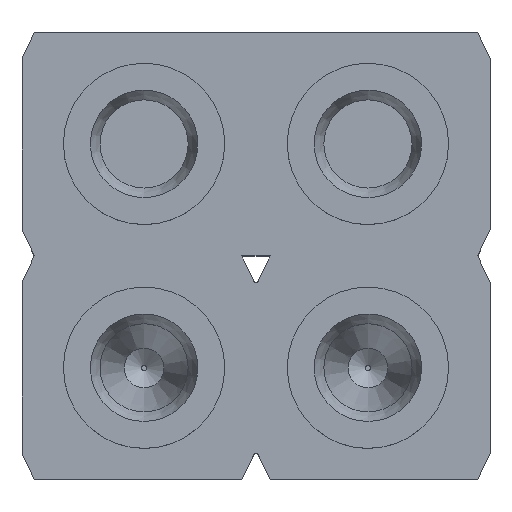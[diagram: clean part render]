
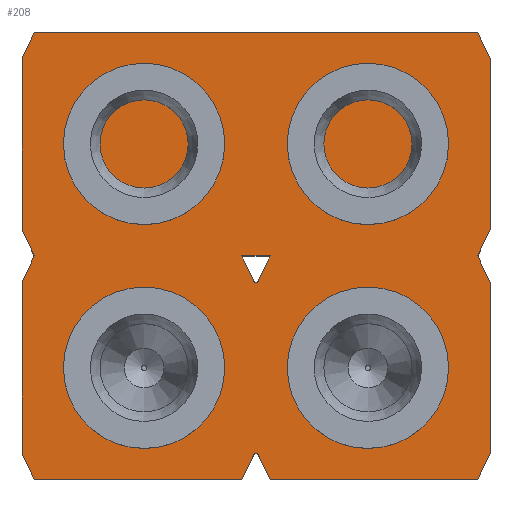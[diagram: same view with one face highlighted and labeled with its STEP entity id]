
A CAD part, top view. The second image highlights one B-rep face of the part: STEP entity #208.
In plain terms, the highlighted planar face has unit normal (0, 0, 1).
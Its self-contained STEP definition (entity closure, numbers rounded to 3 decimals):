
#208=ADVANCED_FACE('',(#608,#610,#612,#614),#616,.T.);
#608=FACE_BOUND('',#609,.T.);
#609=EDGE_LOOP('',(#975,#976,#977,#978,#979,#980,#981,#982,#983,#984,#985,#986,#987,
#988,#989,#990,#991,#992));
#610=FACE_BOUND('',#611,.T.);
#611=EDGE_LOOP('',(#993,#994,#995,#996));
#612=FACE_BOUND('',#613,.T.);
#613=EDGE_LOOP('',(#997));
#614=FACE_BOUND('',#615,.T.);
#615=EDGE_LOOP('',(#998));
#616=PLANE('',#617);
#617=AXIS2_PLACEMENT_3D('',#618,#619,#620);
#618=CARTESIAN_POINT('',(0.,0.,2.84));
#619=DIRECTION('',(0.,0.,1.));
#620=DIRECTION('',(1.,0.,0.));
#975=ORIENTED_EDGE('',*,*,#1149,.T.);
#976=ORIENTED_EDGE('',*,*,#1150,.T.);
#977=ORIENTED_EDGE('',*,*,#1151,.T.);
#978=ORIENTED_EDGE('',*,*,#1152,.T.);
#979=ORIENTED_EDGE('',*,*,#1153,.T.);
#980=ORIENTED_EDGE('',*,*,#1154,.T.);
#981=ORIENTED_EDGE('',*,*,#1155,.T.);
#982=ORIENTED_EDGE('',*,*,#1156,.T.);
#983=ORIENTED_EDGE('',*,*,#1157,.T.);
#984=ORIENTED_EDGE('',*,*,#1158,.T.);
#985=ORIENTED_EDGE('',*,*,#1159,.T.);
#986=ORIENTED_EDGE('',*,*,#1160,.T.);
#987=ORIENTED_EDGE('',*,*,#1161,.T.);
#988=ORIENTED_EDGE('',*,*,#1162,.T.);
#989=ORIENTED_EDGE('',*,*,#1163,.T.);
#990=ORIENTED_EDGE('',*,*,#1164,.T.);
#991=ORIENTED_EDGE('',*,*,#1165,.T.);
#992=ORIENTED_EDGE('',*,*,#1166,.T.);
#993=ORIENTED_EDGE('',*,*,#1167,.T.);
#994=ORIENTED_EDGE('',*,*,#1168,.T.);
#995=ORIENTED_EDGE('',*,*,#1169,.T.);
#996=ORIENTED_EDGE('',*,*,#1170,.T.);
#997=ORIENTED_EDGE('',*,*,#1171,.T.);
#998=ORIENTED_EDGE('',*,*,#1172,.T.);
#1149=EDGE_CURVE('',#1260,#1261,#1262,.T.);
#1150=EDGE_CURVE('',#1261,#1263,#1264,.T.);
#1151=EDGE_CURVE('',#1263,#1265,#1266,.T.);
#1152=EDGE_CURVE('',#1265,#1267,#1268,.T.);
#1153=EDGE_CURVE('',#1267,#1269,#1270,.F.);
#1154=EDGE_CURVE('',#1269,#1271,#1272,.F.);
#1155=EDGE_CURVE('',#1271,#1273,#1274,.F.);
#1156=EDGE_CURVE('',#1273,#1275,#1276,.T.);
#1157=EDGE_CURVE('',#1275,#1277,#1278,.T.);
#1158=EDGE_CURVE('',#1277,#1279,#1280,.T.);
#1159=EDGE_CURVE('',#1279,#1281,#1282,.T.);
#1160=EDGE_CURVE('',#1281,#1283,#1284,.T.);
#1161=EDGE_CURVE('',#1283,#1285,#1286,.T.);
#1162=EDGE_CURVE('',#1285,#1287,#1288,.T.);
#1163=EDGE_CURVE('',#1287,#1289,#1290,.T.);
#1164=EDGE_CURVE('',#1289,#1291,#1292,.T.);
#1165=EDGE_CURVE('',#1291,#1293,#1294,.T.);
#1166=EDGE_CURVE('',#1293,#1260,#1295,.T.);
#1167=EDGE_CURVE('',#1296,#1297,#1298,.F.);
#1168=EDGE_CURVE('',#1297,#1299,#1300,.F.);
#1169=EDGE_CURVE('',#1299,#1301,#1302,.F.);
#1170=EDGE_CURVE('',#1301,#1296,#1303,.T.);
#1171=EDGE_CURVE('',#1304,#1304,#1305,.F.);
#1172=EDGE_CURVE('',#1306,#1306,#1307,.F.);
#1260=VERTEX_POINT('',#1464);
#1261=VERTEX_POINT('',#1465);
#1262=LINE('',#1466,#1467);
#1263=VERTEX_POINT('',#1469);
#1264=LINE('',#1470,#1471);
#1265=VERTEX_POINT('',#1473);
#1266=LINE('',#1474,#1475);
#1267=VERTEX_POINT('',#1477);
#1268=LINE('',#1478,#1479);
#1269=VERTEX_POINT('',#1481);
#1270=LINE('',#1482,#1483);
#1271=VERTEX_POINT('',#1485);
#1272=CIRCLE('',#1486,0.03);
#1273=VERTEX_POINT('',#1490);
#1274=LINE('',#1491,#1492);
#1275=VERTEX_POINT('',#1494);
#1276=LINE('',#1495,#1496);
#1277=VERTEX_POINT('',#1498);
#1278=LINE('',#1499,#1500);
#1279=VERTEX_POINT('',#1502);
#1280=LINE('',#1503,#1504);
#1281=VERTEX_POINT('',#1506);
#1282=LINE('',#1507,#1508);
#1283=VERTEX_POINT('',#1510);
#1284=LINE('',#1511,#1512);
#1285=VERTEX_POINT('',#1514);
#1286=LINE('',#1515,#1516);
#1287=VERTEX_POINT('',#1518);
#1288=LINE('',#1519,#1520);
#1289=VERTEX_POINT('',#1522);
#1290=LINE('',#1523,#1524);
#1291=VERTEX_POINT('',#1526);
#1292=LINE('',#1527,#1528);
#1293=VERTEX_POINT('',#1530);
#1294=LINE('',#1531,#1532);
#1295=LINE('',#1534,#1535);
#1296=VERTEX_POINT('',#1537);
#1297=VERTEX_POINT('',#1538);
#1298=LINE('',#1539,#1540);
#1299=VERTEX_POINT('',#1542);
#1300=CIRCLE('',#1543,0.03);
#1301=VERTEX_POINT('',#1547);
#1302=LINE('',#1548,#1549);
#1303=LINE('',#1551,#1552);
#1304=VERTEX_POINT('',#1554);
#1305=CIRCLE('',#1555,0.66);
#1306=VERTEX_POINT('',#1559);
#1307=CIRCLE('',#1560,0.66);
#1464=CARTESIAN_POINT('',(-1.245,1.27,2.84));
#1465=CARTESIAN_POINT('',(-1.385,0.97,2.84));
#1466=CARTESIAN_POINT('',(-1.245,1.27,2.84));
#1467=VECTOR('',#1468,1.);
#1468=DIRECTION('',(-0.423,-0.906,0.));
#1469=CARTESIAN_POINT('',(-1.385,-0.97,2.84));
#1470=CARTESIAN_POINT('',(-1.385,0.97,2.84));
#1471=VECTOR('',#1472,1.);
#1472=DIRECTION('',(0.,-1.,0.));
#1473=CARTESIAN_POINT('',(-1.245,-1.27,2.84));
#1474=CARTESIAN_POINT('',(-1.385,-0.97,2.84));
#1475=VECTOR('',#1476,1.);
#1476=DIRECTION('',(0.423,-0.906,0.));
#1477=CARTESIAN_POINT('',(1.111,-1.27,2.84));
#1478=CARTESIAN_POINT('',(-1.245,-1.27,2.84));
#1479=VECTOR('',#1480,1.);
#1480=DIRECTION('',(1.,0.,0.));
#1481=CARTESIAN_POINT('',(1.243,-0.987,2.84));
#1482=CARTESIAN_POINT('',(1.243,-0.987,2.84));
#1483=VECTOR('',#1484,1.);
#1484=DIRECTION('',(-0.423,-0.906,0.));
#1485=CARTESIAN_POINT('',(1.297,-0.987,2.84));
#1486=AXIS2_PLACEMENT_3D('',#1487,#1488,#1489);
#1487=CARTESIAN_POINT('',(1.27,-1.,2.84));
#1488=DIRECTION('',(0.,-0.,1.));
#1489=DIRECTION('',(0.906,0.423,0.));
#1490=CARTESIAN_POINT('',(1.429,-1.27,2.84));
#1491=CARTESIAN_POINT('',(1.429,-1.27,2.84));
#1492=VECTOR('',#1493,1.);
#1493=DIRECTION('',(-0.423,0.906,0.));
#1494=CARTESIAN_POINT('',(3.785,-1.27,2.84));
#1495=CARTESIAN_POINT('',(1.429,-1.27,2.84));
#1496=VECTOR('',#1497,1.);
#1497=DIRECTION('',(1.,0.,0.));
#1498=CARTESIAN_POINT('',(3.925,-0.97,2.84));
#1499=CARTESIAN_POINT('',(3.785,-1.27,2.84));
#1500=VECTOR('',#1501,1.);
#1501=DIRECTION('',(0.423,0.906,0.));
#1502=CARTESIAN_POINT('',(3.925,0.97,2.84));
#1503=CARTESIAN_POINT('',(3.925,-0.97,2.84));
#1504=VECTOR('',#1505,1.);
#1505=DIRECTION('',(0.,1.,0.));
#1506=CARTESIAN_POINT('',(3.785,1.27,2.84));
#1507=CARTESIAN_POINT('',(3.925,0.97,2.84));
#1508=VECTOR('',#1509,1.);
#1509=DIRECTION('',(-0.423,0.906,0.));
#1510=CARTESIAN_POINT('',(3.925,1.57,2.84));
#1511=CARTESIAN_POINT('',(3.785,1.27,2.84));
#1512=VECTOR('',#1513,1.);
#1513=DIRECTION('',(0.423,0.906,0.));
#1514=CARTESIAN_POINT('',(3.925,3.51,2.84));
#1515=CARTESIAN_POINT('',(3.925,1.57,2.84));
#1516=VECTOR('',#1517,1.);
#1517=DIRECTION('',(0.,1.,0.));
#1518=CARTESIAN_POINT('',(3.785,3.81,2.84));
#1519=CARTESIAN_POINT('',(3.925,3.51,2.84));
#1520=VECTOR('',#1521,1.);
#1521=DIRECTION('',(-0.423,0.906,0.));
#1522=CARTESIAN_POINT('',(-1.245,3.81,2.84));
#1523=CARTESIAN_POINT('',(3.785,3.81,2.84));
#1524=VECTOR('',#1525,1.);
#1525=DIRECTION('',(-1.,0.,0.));
#1526=CARTESIAN_POINT('',(-1.385,3.51,2.84));
#1527=CARTESIAN_POINT('',(-1.245,3.81,2.84));
#1528=VECTOR('',#1529,1.);
#1529=DIRECTION('',(-0.423,-0.906,0.));
#1530=CARTESIAN_POINT('',(-1.385,1.57,2.84));
#1531=CARTESIAN_POINT('',(-1.385,3.51,2.84));
#1532=VECTOR('',#1533,1.);
#1533=DIRECTION('',(0.,-1.,0.));
#1534=CARTESIAN_POINT('',(-1.385,1.57,2.84));
#1535=VECTOR('',#1536,1.);
#1536=DIRECTION('',(0.423,-0.906,0.));
#1537=CARTESIAN_POINT('',(1.429,1.27,2.84));
#1538=CARTESIAN_POINT('',(1.297,0.987,2.84));
#1539=CARTESIAN_POINT('',(1.297,0.987,2.84));
#1540=VECTOR('',#1541,1.);
#1541=DIRECTION('',(0.423,0.906,0.));
#1542=CARTESIAN_POINT('',(1.243,0.987,2.84));
#1543=AXIS2_PLACEMENT_3D('',#1544,#1545,#1546);
#1544=CARTESIAN_POINT('',(1.27,1.,2.84));
#1545=DIRECTION('',(-0.,0.,1.));
#1546=DIRECTION('',(-0.906,-0.423,0.));
#1547=CARTESIAN_POINT('',(1.111,1.27,2.84));
#1548=CARTESIAN_POINT('',(1.111,1.27,2.84));
#1549=VECTOR('',#1550,1.);
#1550=DIRECTION('',(0.423,-0.906,0.));
#1551=CARTESIAN_POINT('',(1.111,1.27,2.84));
#1552=VECTOR('',#1553,1.);
#1553=DIRECTION('',(1.,0.,0.));
#1554=CARTESIAN_POINT('',(0.66,0.,2.84));
#1555=AXIS2_PLACEMENT_3D('',#1556,#1557,#1558);
#1556=CARTESIAN_POINT('',(0.,0.,2.84));
#1557=DIRECTION('',(0.,0.,1.));
#1558=DIRECTION('',(1.,0.,0.));
#1559=CARTESIAN_POINT('',(3.2,0.,2.84));
#1560=AXIS2_PLACEMENT_3D('',#1561,#1562,#1563);
#1561=CARTESIAN_POINT('',(2.54,0.,2.84));
#1562=DIRECTION('',(0.,0.,1.));
#1563=DIRECTION('',(1.,0.,0.));
